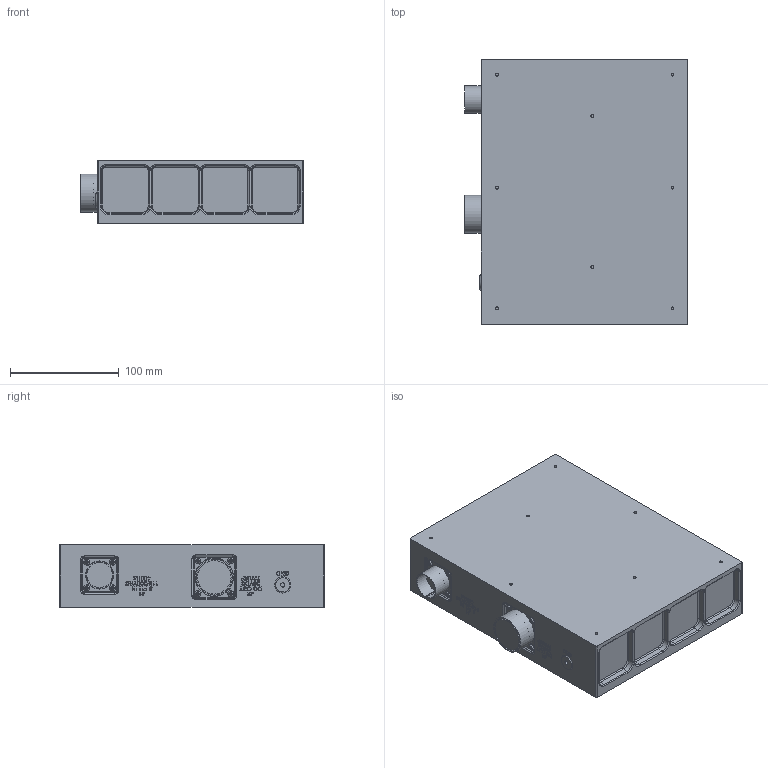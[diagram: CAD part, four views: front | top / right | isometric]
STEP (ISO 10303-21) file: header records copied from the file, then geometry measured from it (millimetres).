
FILE_DESCRIPTION(/* description */ ('Unknown'),/* implementation_level */ '2;1');
FILE_NAME(/* name */ 'M2286001',/* time_stamp */ '2020-05-06T19:20:55-04:00',/* author */ ('Unknown'),/* organization */ ('Unknown'),/* preprocessor_version */ 'ST-DEVELOPER v16.7',/* originating_system */ 'DEX',/* authorisation */ $);
FILE_SCHEMA (('CONFIG_CONTROL_DESIGN'));
Length unit declared in the file: millimetre
Products named in the file (5): M2286001; MAIN BODY; D38999-20WG-21S; D38999-20WD-15P; MS3212-4
Assembly tree (11 placements, depth 2):
  M2286001
    MAIN BODY
    D38999-20WG-21S
    D38999-20WD-15P
    MS3212-4  x8
Bounding box: 204.77 x 243.04 x 57.8 mm (x, y, z)
Volume: 2515637.7 mm3; surface area: 179102.3 mm2
Topology: 11 solids, 11 shells, 1027 faces, 2471 edges, 1569 vertices
Faces by surface type: plane 555, cylinder 253, torus 137, bspline 74, cone 8
Full cylindrical faces by diameter (mm): 2.647 x16, 2.845 x8, 3.2 x16, 3.25 x8, 3.967 x2, 5.6 x8, 19 x1, 20 x1, 22 x1, 25.4 x1, 25.8 x1, 28 x1, 29 x1, 30.925 x1, 31 x1, 34.925 x1, 35.6 x1
Entity records: 37772 total; most frequent: CARTESIAN_POINT 13105, ORIENTED_EDGE 3842, DIRECTION 3576, EDGE_CURVE 1921, AXIS2_PLACEMENT_3D 1414, VERTEX_POINT 1245, FACE_BOUND 1066, EDGE_LOOP 1058
